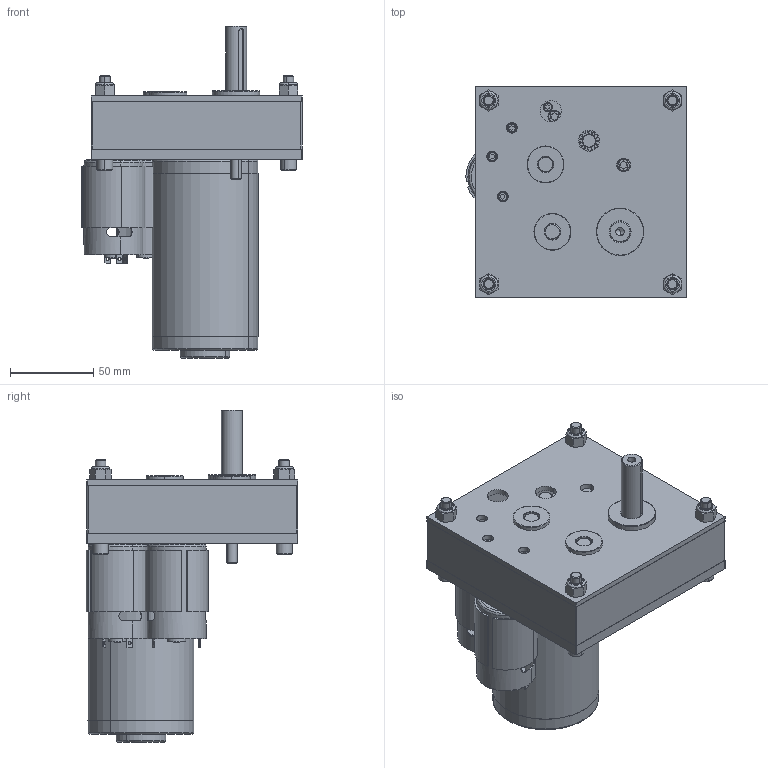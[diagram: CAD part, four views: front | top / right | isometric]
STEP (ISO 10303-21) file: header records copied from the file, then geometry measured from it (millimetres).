
FILE_DESCRIPTION (( 'STEP AP214' ), '1' );
FILE_NAME ('am-0977 TB3, 3 stage toughbox.STEP', '2014-01-20T19:48:01', ( '' ), ( '' ), 'SwSTEP 2.0', 'SolidWorks 2010', '' );
FILE_SCHEMA (( 'AUTOMOTIVE_DESIGN' ));
Length unit declared in the file: inch
Products named in the file (21): 3S Motor Plate; Toughbox_d06; Toughbox_d05; Toughbox_d08; 3S Gear 32DP 60T 20PA 0.375FW_Inch - Spur gear 32DP 60T 20PA 0.375FW ---S60N3.0H2.0L0.03125N; Toughbox_d04; Toughbox_d03; Toughbox_d07; CIM Motor SW; cim-sun-gear; Fisher Price Motor; 3S Shaft Plate; Inch - Spur gear 32DP 15T 20PA .375FW_Inch - Spur gear 32DP 15T 20PA .375FW ---S15O.35H.25L0.125N; FR8ZZ Bearing; SHCS 14-20 x 2; SHCS M3 x 10mm; SHCS 10-32 x 0.625; 500 E-klip; 14-20 Nylock Nut_97135A210; FR6ZZ Bearing; am-0977 TB3, 3 stage toughbox
Assembly tree (38 placements, depth 2):
  am-0977 TB3, 3 stage toughbox
    cim-sun-gear
    FR6ZZ Bearing  x5
    Toughbox_d05
    Fisher Price Motor  x2
    14-20 Nylock Nut_97135A210  x4
    SHCS 14-20 x 2  x4
    Toughbox_d08  x2
    SHCS M3 x 10mm  x4
    Inch - Spur gear 32DP 15T 20PA .375FW_Inch - Spur gear 32DP 15T 20PA .375FW ---S15O.35H.25L0.125N  x2
    Toughbox_d07  x2
    3S Shaft Plate
    SHCS 10-32 x 0.625  x2
    CIM Motor SW
    Toughbox_d03
    Toughbox_d04
    Toughbox_d06
    3S Gear 32DP 60T 20PA 0.375FW_Inch - Spur gear 32DP 60T 20PA 0.375FW ---S60N3.0H2.0L0.03125N
    FR8ZZ Bearing
    500 E-klip
    3S Motor Plate
Bounding box: 132.53 x 127.53 x 199.76 mm (x, y, z)
Volume: 696033.7 mm3; surface area: 224651 mm2
Topology: 40 solids, 50 shells, 2224 faces, 5771 edges, 3689 vertices
Faces by surface type: cylinder 1338, plane 504, cone 334, torus 44, bspline 4
Entity records: 56833 total; most frequent: CARTESIAN_POINT 9731, DIRECTION 9059, ORIENTED_EDGE 7998, EDGE_CURVE 4000, AXIS2_PLACEMENT_3D 3762, VERTEX_POINT 2616, CIRCLE 2259, EDGE_LOOP 1607
